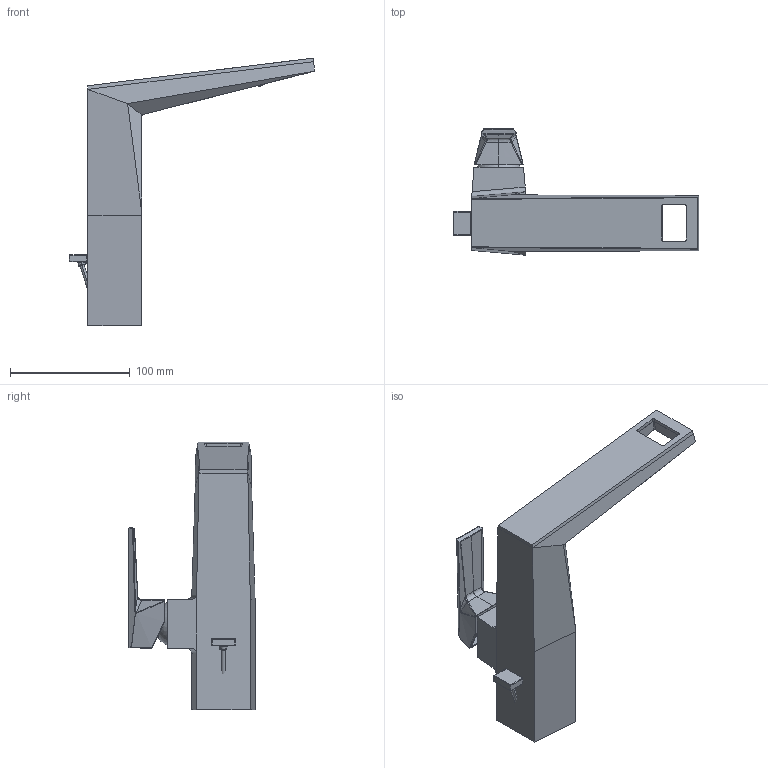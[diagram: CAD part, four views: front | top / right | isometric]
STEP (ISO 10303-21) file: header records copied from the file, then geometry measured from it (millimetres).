
FILE_DESCRIPTION(/* description */ ('AP214 STEP file'),/* implementation_level */ '2;1');
FILE_NAME(/* name */ '24408000_out.stp',/* time_stamp */ '2023-07-26T13:51:25+02:00',/* author */ (''),/* organization */ (''),/* preprocessor_version */ 'ST-DEVELOPER v18.1',/* originating_system */ 'Elysium Co. Ltd. STEP Translator v8.3.0.0',/* authorisation */ '');
FILE_SCHEMA (('AUTOMOTIVE_DESIGN { 1 0 10303 214 3 1 1 }'));
Length unit declared in the file: millimetre
Products named in the file (9): Group47; Group48; square#9; Group50; brep_1; Group52; Group53; skin#456; 24408000
Assembly tree (8 placements, depth 2):
  24408000
    Group47
    Group48
    square#9
    Group50
    brep_1
    Group52
    Group53
    skin#456
Bounding box: 205.25 x 105.38 x 223.88 mm (x, y, z)
Volume: 21774.3 mm3; surface area: 90260.7 mm2
Topology: 1 solids, 9 shells, 241 faces, 759 edges, 504 vertices
Faces by surface type: plane 85, bspline 76, cylinder 59, cone 8, torus 7, sphere 6
Entity records: 9108 total; most frequent: CARTESIAN_POINT 3025, ORIENTED_EDGE 1241, EDGE_CURVE 757, VERTEX_POINT 504, STYLED_ITEM 476, AXIS2_PLACEMENT_3D 412, DIRECTION 407, VECTOR 310
